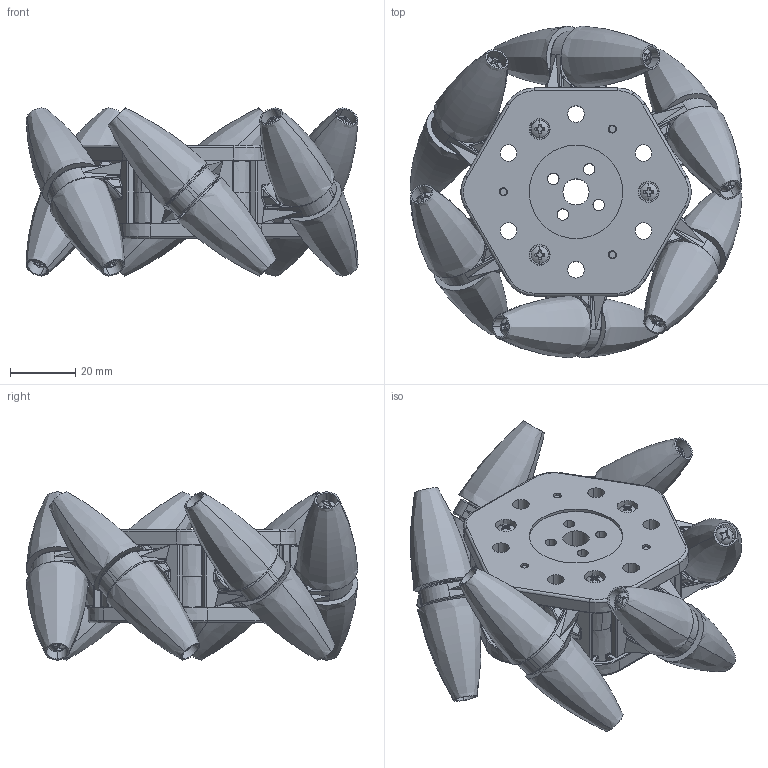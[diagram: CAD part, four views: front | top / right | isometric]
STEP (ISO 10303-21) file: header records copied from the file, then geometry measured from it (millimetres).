
FILE_DESCRIPTION (( 'STEP AP214' ), '1' );
FILE_NAME ('am-2538 - 4 in mecanum right wheel.STEP', '2013-12-04T15:24:36', ( '' ), ( '' ), 'SwSTEP 2.0', 'SolidWorks 2010', '' );
FILE_SCHEMA (( 'AUTOMOTIVE_DESIGN' ));
Length unit declared in the file: inch
Products named in the file (1): am-2538 - 4 in mecanum right wheel
Bounding box: 101.59 x 101.46 x 51.48 mm (x, y, z)
Surface area: 48648.3 mm2 (no closed solid volume)
Topology: 0 solids, 68 shells, 1281 faces, 3962 edges, 2656 vertices
Faces by surface type: plane 483, cylinder 342, bspline 188, cone 130, torus 97, sphere 41
Entity records: 71022 total; most frequent: CARTESIAN_POINT 21045, DIRECTION 6980, ORIENTED_EDGE 6467, EDGE_CURVE 3962, AXIS2_PLACEMENT_3D 2777, VERTEX_POINT 2656, CIRCLE 1683, VECTOR 1426
